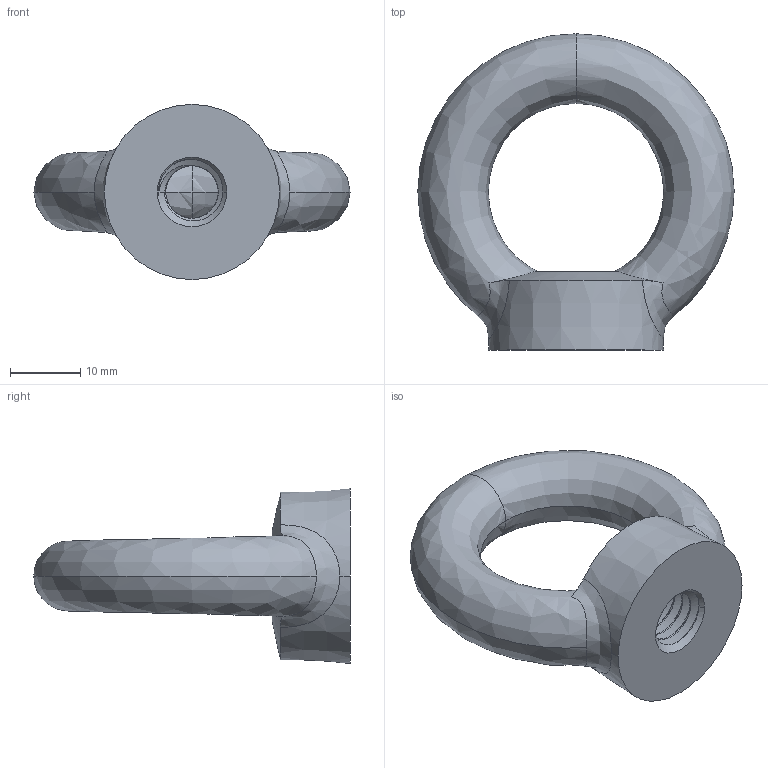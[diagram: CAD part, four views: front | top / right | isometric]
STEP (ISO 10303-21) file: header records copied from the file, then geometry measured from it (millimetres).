
FILE_DESCRIPTION (( 'STEP AP203' ), '1' );
FILE_NAME ('3112T33.step', '2014-04-15T17:10:17', ( 't2jrg' ), ( '' ), 'SwSTEP 2.0', 'SolidWorks 2010', '' );
FILE_SCHEMA (( 'CONFIG_CONTROL_DESIGN' ));
Length unit declared in the file: inch
Products named in the file (1): 3112T33
Bounding box: 44.96 x 44.96 x 24.89 mm (x, y, z)
Volume: 11515.7 mm3; surface area: 4713.1 mm2
Topology: 1 solids, 1 shells, 35 faces, 102 edges, 67 vertices
Faces by surface type: cylinder 15, cone 9, bspline 9, plane 2
Entity records: 3891 total; most frequent: CARTESIAN_POINT 3057, ORIENTED_EDGE 204, DIRECTION 105, EDGE_CURVE 102, VERTEX_POINT 67, AXIS2_PLACEMENT_3D 42, EDGE_LOOP 37, B_SPLINE_CURVE_WITH_KNOTS 35
